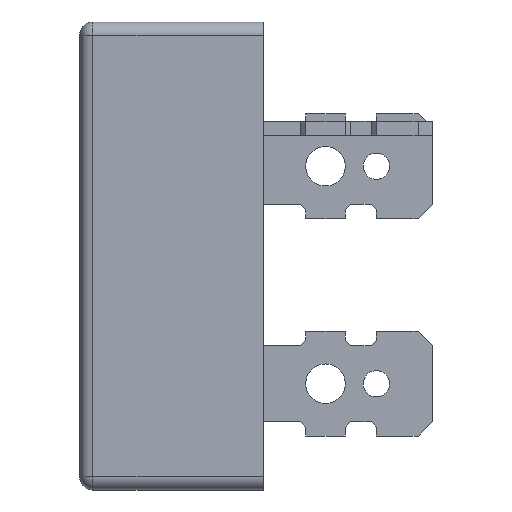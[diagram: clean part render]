
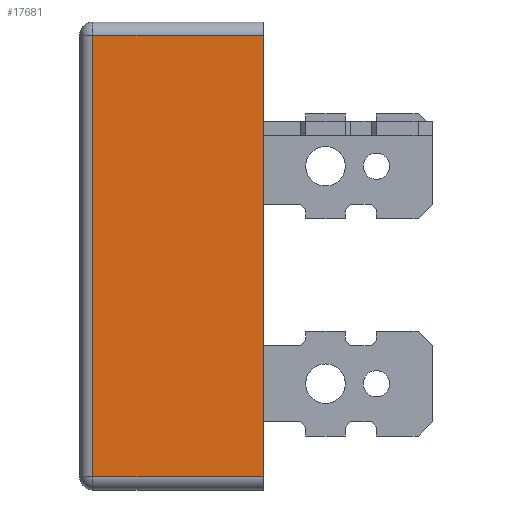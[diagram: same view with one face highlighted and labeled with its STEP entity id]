
A CAD part, left-side view. The second image highlights one B-rep face of the part: STEP entity #17681.
In plain terms, the highlighted planar face has unit normal (-1, 0, 0).
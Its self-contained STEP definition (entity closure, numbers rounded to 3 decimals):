
#402 = AXIS2_PLACEMENT_3D ( 'NONE', #14875, #25409, #12589 ) ;
#5572 = FACE_OUTER_BOUND ( 'NONE', #15576, .T. ) ;
#5598 = CARTESIAN_POINT ( 'NONE',  ( -6.45, 0.1, -21.95 ) ) ;
#7345 = CARTESIAN_POINT ( 'NONE',  ( -6.45, 0.1, -21.15 ) ) ;
#8139 = EDGE_CURVE ( 'NONE', #19615, #12289, #31899, .T. ) ;
#8232 = DIRECTION ( 'NONE',  ( 0., -1., 0. ) ) ;
#8894 = LINE ( 'NONE', #13485, #28434 ) ;
#8916 = EDGE_CURVE ( 'NONE', #12289, #18520, #8894, .T. ) ;
#9958 = CARTESIAN_POINT ( 'NONE',  ( -6.45, 0.1, 5.65 ) ) ;
#10310 = DIRECTION ( 'NONE',  ( 0., 0., 1. ) ) ;
#10811 = EDGE_CURVE ( 'NONE', #18520, #30889, #13592, .T. ) ;
#10933 = CARTESIAN_POINT ( 'NONE',  ( -6.45, 11.23, 5.65 ) ) ;
#12289 = VERTEX_POINT ( 'NONE', #23387 ) ;
#12589 = DIRECTION ( 'NONE',  ( 0., 0., -1. ) ) ;
#13485 = CARTESIAN_POINT ( 'NONE',  ( -6.45, 11.23, -21.15 ) ) ;
#13561 = VECTOR ( 'NONE', #19724, 1000. ) ;
#13592 = LINE ( 'NONE', #5598, #15659 ) ;
#14875 = CARTESIAN_POINT ( 'NONE',  ( -6.45, 11.23, -21.95 ) ) ;
#15522 = PLANE ( 'NONE',  #402 ) ;
#15576 = EDGE_LOOP ( 'NONE', ( #31821, #28686, #20337, #19628 ) ) ;
#15659 = VECTOR ( 'NONE', #10310, 1000. ) ;
#17681 = ADVANCED_FACE ( 'NONE', ( #5572 ), #15522, .F. ) ;
#18520 = VERTEX_POINT ( 'NONE', #7345 ) ;
#18724 = DIRECTION ( 'NONE',  ( 0., 1., 0. ) ) ;
#19560 = CARTESIAN_POINT ( 'NONE',  ( -6.45, 10.43, -21.95 ) ) ;
#19615 = VERTEX_POINT ( 'NONE', #25724 ) ;
#19628 = ORIENTED_EDGE ( 'NONE', *, *, #8916, .T. ) ;
#19724 = DIRECTION ( 'NONE',  ( 0., 0., -1. ) ) ;
#20337 = ORIENTED_EDGE ( 'NONE', *, *, #8139, .T. ) ;
#23387 = CARTESIAN_POINT ( 'NONE',  ( -6.45, 10.43, -21.15 ) ) ;
#23629 = EDGE_CURVE ( 'NONE', #30889, #19615, #28459, .T. ) ;
#25409 = DIRECTION ( 'NONE',  ( 1., 0., 0. ) ) ;
#25724 = CARTESIAN_POINT ( 'NONE',  ( -6.45, 10.43, 5.65 ) ) ;
#27262 = VECTOR ( 'NONE', #18724, 1000. ) ;
#28434 = VECTOR ( 'NONE', #8232, 1000. ) ;
#28459 = LINE ( 'NONE', #10933, #27262 ) ;
#28686 = ORIENTED_EDGE ( 'NONE', *, *, #23629, .T. ) ;
#30889 = VERTEX_POINT ( 'NONE', #9958 ) ;
#31821 = ORIENTED_EDGE ( 'NONE', *, *, #10811, .T. ) ;
#31899 = LINE ( 'NONE', #19560, #13561 ) ;
